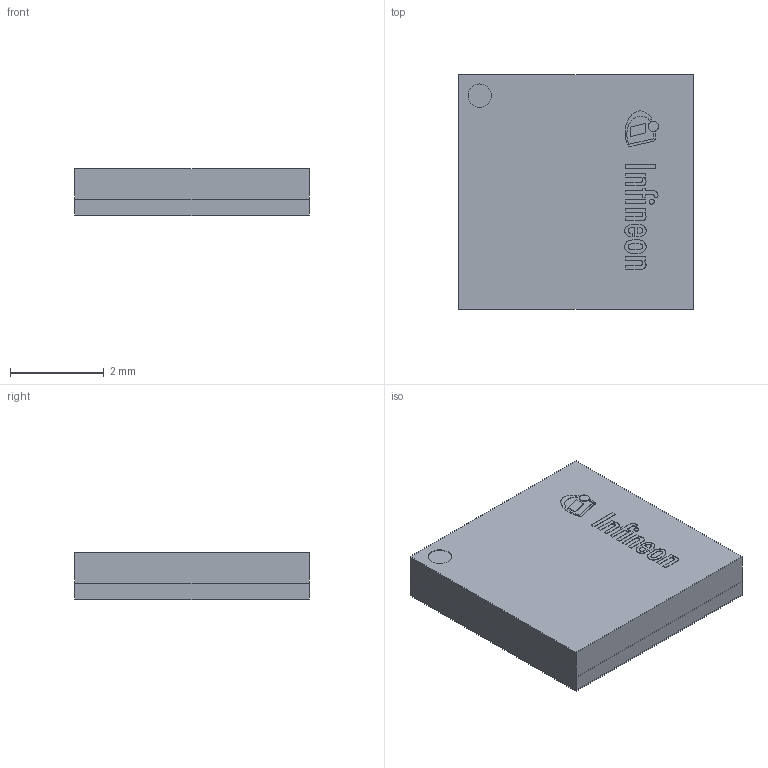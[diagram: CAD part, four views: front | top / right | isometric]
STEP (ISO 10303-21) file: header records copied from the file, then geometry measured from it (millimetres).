
FILE_DESCRIPTION(/* description */ (''),/* implementation_level */ '2;1');
FILE_NAME(/* name */ 'PG-TFLGA-13-4_Z8B00213309_V02_3D.stp',/* time_stamp */ '2022-07-25T22:53:16+05:00',/* author */ ('janartha'),/* organization */ (''),/* preprocessor_version */ 'ST-DEVELOPER v16.13',/* originating_system */ 'AutoCAD Mechanical',/* authorisation */ '');
FILE_SCHEMA (('AUTOMOTIVE_DESIGN { 1 0 10303 214 3 1 1 }'));
Length unit declared in the file: millimetre
Products named in the file (1): Product
Bounding box: 5 x 5 x 1.02 mm (x, y, z)
Volume: 25.2 mm3; surface area: 173.1 mm2
Topology: 29 solids, 29 shells, 266 faces, 621 edges, 414 vertices
Faces by surface type: plane 242, bspline 18, cylinder 6
Full cylindrical faces by diameter (mm): 0.107 x1, 0.219 x1, 0.5 x2
Entity records: 7695 total; most frequent: CARTESIAN_POINT 1668, ORIENTED_EDGE 1234, DIRECTION 1091, EDGE_CURVE 617, LINE 569, VECTOR 569, VERTEX_POINT 414, EDGE_LOOP 301
